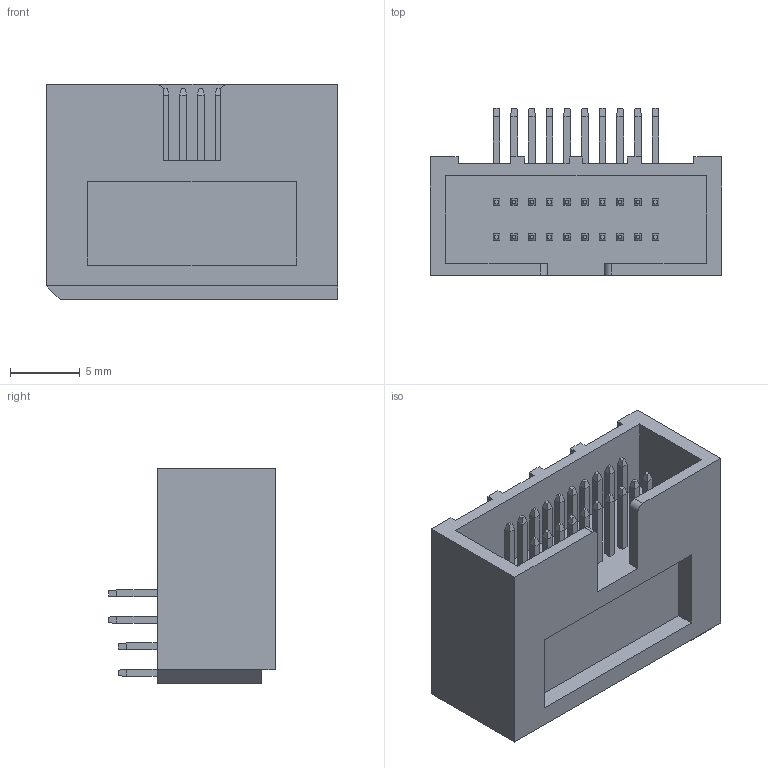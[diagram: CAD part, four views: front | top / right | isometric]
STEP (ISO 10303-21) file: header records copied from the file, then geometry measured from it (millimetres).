
FILE_DESCRIPTION(('FreeCAD Model'),'2;1');
FILE_NAME('Hirose_HIF6A-20PA-1.27DS.stp','2020-05-22T11:10:15',('Author'),(''), 'Open CASCADE STEP processor 7.3','FreeCAD','Unknown');
FILE_SCHEMA(('AUTOMOTIVE_DESIGN { 1 0 10303 214 1 1 1 1 }'));
Length unit declared in the file: millimetre
Products named in the file (1): HIF6A-20PA-1.27DS
Bounding box: 20.95 x 12 x 15.5 mm (x, y, z)
Volume: 1777.1 mm3; surface area: 1961.9 mm2
Topology: 1 solids, 1 shells, 402 faces, 916 edges, 557 vertices
Faces by surface type: plane 400, cylinder 2
Entity records: 13639 total; most frequent: CARTESIAN_POINT 1876, ORIENTED_EDGE 1832, DIRECTION 1726, EDGE_CURVE 916, LINE 912, VECTOR 912, VERTEX_POINT 557, FACE_BOUND 443
